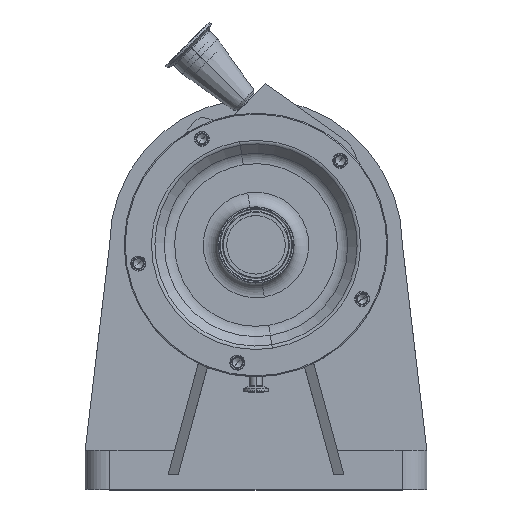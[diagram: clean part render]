
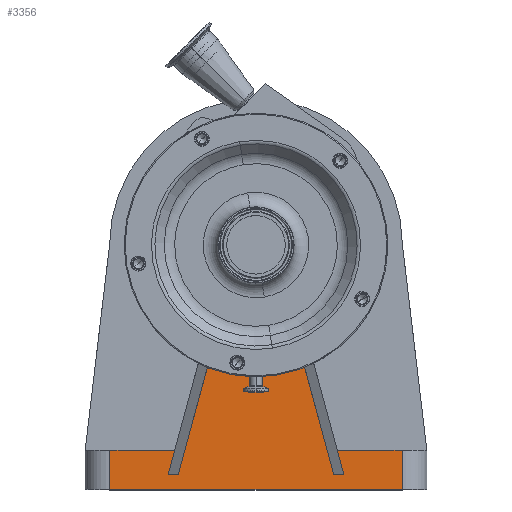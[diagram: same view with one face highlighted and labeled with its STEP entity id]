
A CAD part, top view. The second image highlights one B-rep face of the part: STEP entity #3356.
In plain terms, the highlighted planar face has unit normal (0, 0, 1).
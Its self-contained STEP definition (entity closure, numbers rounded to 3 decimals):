
#118 = EDGE_CURVE ( 'NONE', #5254, #10229, #10479, .T. ) ;
#146 = CARTESIAN_POINT ( 'NONE',  ( 90., 15., -80. ) ) ;
#218 = VECTOR ( 'NONE', #1542, 1000. ) ;
#219 = VERTEX_POINT ( 'NONE', #6961 ) ;
#482 = ORIENTED_EDGE ( 'NONE', *, *, #11021, .T. ) ;
#600 = CARTESIAN_POINT ( 'NONE',  ( 149.6, 0., -80. ) ) ;
#648 = CARTESIAN_POINT ( 'NONE',  ( -79.637, 15., -80. ) ) ;
#686 = LINE ( 'NONE', #3170, #218 ) ;
#818 = EDGE_CURVE ( 'NONE', #6242, #5143, #6649, .T. ) ;
#870 = CARTESIAN_POINT ( 'NONE',  ( -67.186, 98.928, -80. ) ) ;
#914 = EDGE_CURVE ( 'NONE', #219, #9105, #1708, .T. ) ;
#921 = VECTOR ( 'NONE', #931, 1000. ) ;
#931 = DIRECTION ( 'NONE',  ( 1., 0., 0. ) ) ;
#980 = VERTEX_POINT ( 'NONE', #6305 ) ;
#982 = VECTOR ( 'NONE', #2023, 1000. ) ;
#1030 = CARTESIAN_POINT ( 'NONE',  ( -149.6, 0., -80. ) ) ;
#1095 = CARTESIAN_POINT ( 'NONE',  ( -40.6, 158.613, -80. ) ) ;
#1275 = LINE ( 'NONE', #9008, #4200 ) ;
#1438 = DIRECTION ( 'NONE',  ( -1., 0., 0. ) ) ;
#1440 = EDGE_CURVE ( 'NONE', #980, #7945, #6774, .T. ) ;
#1542 = DIRECTION ( 'NONE',  ( 1., 0., 0. ) ) ;
#1708 = LINE ( 'NONE', #7045, #9365 ) ;
#1898 = LINE ( 'NONE', #8880, #2564 ) ;
#1936 = VECTOR ( 'NONE', #11085, 1000. ) ;
#2023 = DIRECTION ( 'NONE',  ( -0.262, -0.965, 0. ) ) ;
#2097 = DIRECTION ( 'NONE',  ( 1., 0., 0. ) ) ;
#2437 = CARTESIAN_POINT ( 'NONE',  ( -83.204, 40., -80. ) ) ;
#2503 = ORIENTED_EDGE ( 'NONE', *, *, #914, .F. ) ;
#2564 = VECTOR ( 'NONE', #4524, 1000. ) ;
#2607 = EDGE_CURVE ( 'NONE', #9621, #10229, #8938, .T. ) ;
#2751 = CARTESIAN_POINT ( 'NONE',  ( 149.6, 40., -80. ) ) ;
#2882 = LINE ( 'NONE', #8869, #7040 ) ;
#2907 = ORIENTED_EDGE ( 'NONE', *, *, #1440, .F. ) ;
#3161 = EDGE_CURVE ( 'NONE', #980, #11316, #3323, .T. ) ;
#3170 = CARTESIAN_POINT ( 'NONE',  ( 149.6, 40., -80. ) ) ;
#3323 = LINE ( 'NONE', #5071, #9771 ) ;
#3344 = CARTESIAN_POINT ( 'NONE',  ( 0., 15., -80. ) ) ;
#3356 = ADVANCED_FACE ( 'NONE', ( #7783 ), #7087, .F. ) ;
#3874 = CARTESIAN_POINT ( 'NONE',  ( 40.6, 158.613, -80. ) ) ;
#4004 = DIRECTION ( 'NONE',  ( -0.262, 0.965, 0. ) ) ;
#4027 = CARTESIAN_POINT ( 'NONE',  ( 149.6, 40., -80. ) ) ;
#4093 = ORIENTED_EDGE ( 'NONE', *, *, #2607, .T. ) ;
#4200 = VECTOR ( 'NONE', #2097, 1000. ) ;
#4454 = EDGE_CURVE ( 'NONE', #219, #7945, #2882, .T. ) ;
#4524 = DIRECTION ( 'NONE',  ( 0., -1., 0. ) ) ;
#5071 = CARTESIAN_POINT ( 'NONE',  ( 80.35, 12.377, -80. ) ) ;
#5082 = DIRECTION ( 'NONE',  ( 1., 0., 0. ) ) ;
#5143 = VERTEX_POINT ( 'NONE', #1030 ) ;
#5159 = DIRECTION ( 'NONE',  ( 0.262, 0.965, 0. ) ) ;
#5195 = ORIENTED_EDGE ( 'NONE', *, *, #4454, .T. ) ;
#5254 = VERTEX_POINT ( 'NONE', #6324 ) ;
#5296 = AXIS2_PLACEMENT_3D ( 'NONE', #5804, #9263, #1438 ) ;
#5373 = DIRECTION ( 'NONE',  ( 0.262, -0.965, 0. ) ) ;
#5434 = EDGE_CURVE ( 'NONE', #6242, #10235, #686, .T. ) ;
#5594 = ORIENTED_EDGE ( 'NONE', *, *, #10331, .T. ) ;
#5804 = CARTESIAN_POINT ( 'NONE',  ( 0., 250., -80. ) ) ;
#6005 = CARTESIAN_POINT ( 'NONE',  ( -40.6, 158.613, -80. ) ) ;
#6119 = ORIENTED_EDGE ( 'NONE', *, *, #5434, .F. ) ;
#6221 = EDGE_CURVE ( 'NONE', #9105, #7131, #1898, .T. ) ;
#6242 = VERTEX_POINT ( 'NONE', #6708 ) ;
#6305 = CARTESIAN_POINT ( 'NONE',  ( 79.637, 15., -80. ) ) ;
#6324 = CARTESIAN_POINT ( 'NONE',  ( -90., 15., -80. ) ) ;
#6649 = LINE ( 'NONE', #6707, #7197 ) ;
#6707 = CARTESIAN_POINT ( 'NONE',  ( -149.6, 40., -80. ) ) ;
#6708 = CARTESIAN_POINT ( 'NONE',  ( -149.6, 40., -80. ) ) ;
#6774 = LINE ( 'NONE', #3344, #1936 ) ;
#6911 = ORIENTED_EDGE ( 'NONE', *, *, #7450, .T. ) ;
#6961 = CARTESIAN_POINT ( 'NONE',  ( 83.204, 40., -80. ) ) ;
#7040 = VECTOR ( 'NONE', #5373, 1000. ) ;
#7045 = CARTESIAN_POINT ( 'NONE',  ( 149.6, 40., -80. ) ) ;
#7087 = PLANE ( 'NONE',  #10244 ) ;
#7131 = VERTEX_POINT ( 'NONE', #600 ) ;
#7197 = VECTOR ( 'NONE', #9200, 1000. ) ;
#7450 = EDGE_CURVE ( 'NONE', #11316, #9621, #7864, .T. ) ;
#7561 = EDGE_LOOP ( 'NONE', ( #4093, #10285, #5594, #6119, #9974, #482, #8165, #2503, #5195, #2907, #11180, #6911 ) ) ;
#7783 = FACE_OUTER_BOUND ( 'NONE', #7561, .T. ) ;
#7837 = DIRECTION ( 'NONE',  ( -1., 0., 0. ) ) ;
#7864 = CIRCLE ( 'NONE', #5296, 100. ) ;
#7945 = VERTEX_POINT ( 'NONE', #146 ) ;
#8165 = ORIENTED_EDGE ( 'NONE', *, *, #6221, .F. ) ;
#8226 = VECTOR ( 'NONE', #5159, 1000. ) ;
#8763 = LINE ( 'NONE', #870, #8226 ) ;
#8869 = CARTESIAN_POINT ( 'NONE',  ( 87.773, 23.194, -80. ) ) ;
#8880 = CARTESIAN_POINT ( 'NONE',  ( 149.6, 40., -80. ) ) ;
#8938 = LINE ( 'NONE', #1095, #982 ) ;
#9008 = CARTESIAN_POINT ( 'NONE',  ( 149.6, 0., -80. ) ) ;
#9105 = VERTEX_POINT ( 'NONE', #4027 ) ;
#9200 = DIRECTION ( 'NONE',  ( 0., -1., 0. ) ) ;
#9263 = DIRECTION ( 'NONE',  ( 0., 0., -1. ) ) ;
#9365 = VECTOR ( 'NONE', #5082, 1000. ) ;
#9621 = VERTEX_POINT ( 'NONE', #6005 ) ;
#9671 = CARTESIAN_POINT ( 'NONE',  ( -90., 15., -80. ) ) ;
#9771 = VECTOR ( 'NONE', #4004, 1000. ) ;
#9974 = ORIENTED_EDGE ( 'NONE', *, *, #818, .T. ) ;
#10229 = VERTEX_POINT ( 'NONE', #648 ) ;
#10235 = VERTEX_POINT ( 'NONE', #2437 ) ;
#10244 = AXIS2_PLACEMENT_3D ( 'NONE', #2751, #11249, #7837 ) ;
#10285 = ORIENTED_EDGE ( 'NONE', *, *, #118, .F. ) ;
#10331 = EDGE_CURVE ( 'NONE', #5254, #10235, #8763, .T. ) ;
#10479 = LINE ( 'NONE', #9671, #921 ) ;
#11021 = EDGE_CURVE ( 'NONE', #5143, #7131, #1275, .T. ) ;
#11085 = DIRECTION ( 'NONE',  ( 1., 0., 0. ) ) ;
#11180 = ORIENTED_EDGE ( 'NONE', *, *, #3161, .T. ) ;
#11249 = DIRECTION ( 'NONE',  ( 0., 0., -1. ) ) ;
#11316 = VERTEX_POINT ( 'NONE', #3874 ) ;
